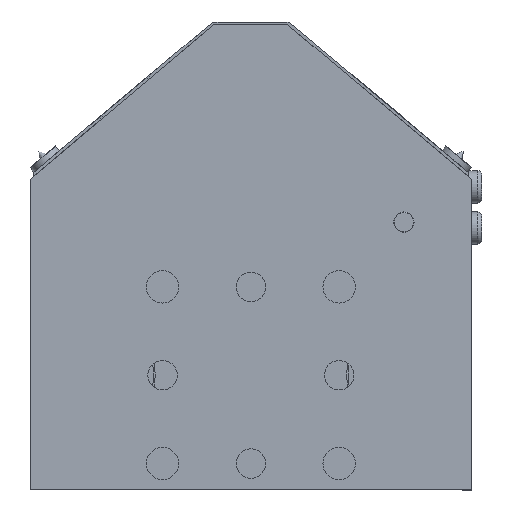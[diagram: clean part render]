
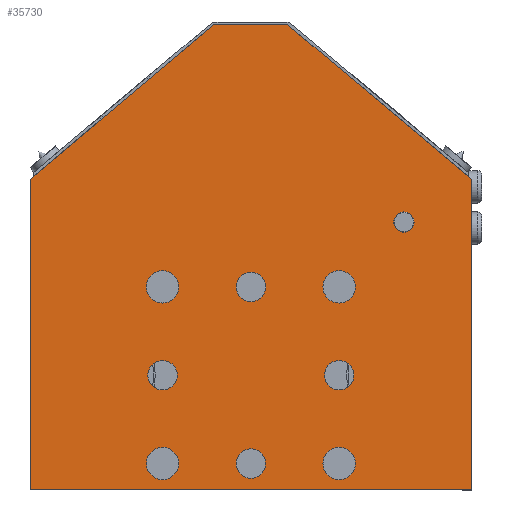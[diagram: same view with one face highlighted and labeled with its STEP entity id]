
A CAD part, left-side view. The second image highlights one B-rep face of the part: STEP entity #35730.
In plain terms, the highlighted face is planar.
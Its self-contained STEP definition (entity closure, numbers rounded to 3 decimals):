
#35098=CARTESIAN_POINT('',(540.,-24.5,68.));
#35099=VERTEX_POINT('',#35098);
#35100=CARTESIAN_POINT('',(540.,-30.,68.));
#35101=DIRECTION('',(-1.0,0.0,0.0));
#35102=DIRECTION('',(0.0,-1.0,0.0));
#35103=AXIS2_PLACEMENT_3D('',#35100,#35101,#35102);
#35104=CIRCLE('',#35103,5.5);
#35105=EDGE_CURVE('',#35099,#35099,#35104,.T.);
#35158=CARTESIAN_POINT('',(540.,35.5,68.));
#35159=VERTEX_POINT('',#35158);
#35160=CARTESIAN_POINT('',(540.,30.,68.));
#35161=DIRECTION('',(-1.0,0.0,0.0));
#35162=DIRECTION('',(0.0,-1.0,0.0));
#35163=AXIS2_PLACEMENT_3D('',#35160,#35161,#35162);
#35164=CIRCLE('',#35163,5.5);
#35165=EDGE_CURVE('',#35159,#35159,#35164,.T.);
#35397=CARTESIAN_POINT('',(540.,35.5,8.));
#35398=VERTEX_POINT('',#35397);
#35399=CARTESIAN_POINT('',(540.,30.,8.));
#35400=DIRECTION('',(-1.0,0.0,0.0));
#35401=DIRECTION('',(0.0,-1.0,0.0));
#35402=AXIS2_PLACEMENT_3D('',#35399,#35400,#35401);
#35403=CIRCLE('',#35402,5.5);
#35404=EDGE_CURVE('',#35398,#35398,#35403,.T.);
#35417=CARTESIAN_POINT('',(540.,-24.5,8.));
#35418=VERTEX_POINT('',#35417);
#35419=CARTESIAN_POINT('',(540.,-30.,8.));
#35420=DIRECTION('',(-1.0,0.0,0.0));
#35421=DIRECTION('',(0.0,-1.0,0.0));
#35422=AXIS2_PLACEMENT_3D('',#35419,#35420,#35421);
#35423=CIRCLE('',#35422,5.5);
#35424=EDGE_CURVE('',#35418,#35418,#35423,.T.);
#35434=CARTESIAN_POINT('',(540.,-25.,38.));
#35435=VERTEX_POINT('',#35434);
#35436=CARTESIAN_POINT('',(540.,-30.,38.));
#35437=DIRECTION('',(-1.0,0.0,0.0));
#35438=DIRECTION('',(0.0,-1.0,0.0));
#35439=AXIS2_PLACEMENT_3D('',#35436,#35437,#35438);
#35440=CIRCLE('',#35439,5.0);
#35441=EDGE_CURVE('',#35435,#35435,#35440,.T.);
#35454=CARTESIAN_POINT('',(540.,5.,68.));
#35455=VERTEX_POINT('',#35454);
#35456=CARTESIAN_POINT('',(540.,0.,68.));
#35457=DIRECTION('',(-1.0,0.0,0.0));
#35458=DIRECTION('',(0.0,-1.0,0.0));
#35459=AXIS2_PLACEMENT_3D('',#35456,#35457,#35458);
#35460=CIRCLE('',#35459,5.0);
#35461=EDGE_CURVE('',#35455,#35455,#35460,.T.);
#35474=CARTESIAN_POINT('',(540.,5.,8.));
#35475=VERTEX_POINT('',#35474);
#35476=CARTESIAN_POINT('',(540.,0.,8.));
#35477=DIRECTION('',(-1.0,0.0,0.0));
#35478=DIRECTION('',(0.0,-1.0,0.0));
#35479=AXIS2_PLACEMENT_3D('',#35476,#35477,#35478);
#35480=CIRCLE('',#35479,5.0);
#35481=EDGE_CURVE('',#35475,#35475,#35480,.T.);
#35494=CARTESIAN_POINT('',(540.,35.,38.));
#35495=VERTEX_POINT('',#35494);
#35496=CARTESIAN_POINT('',(540.,30.,38.));
#35497=DIRECTION('',(-1.0,0.0,0.0));
#35498=DIRECTION('',(0.0,-1.0,0.0));
#35499=AXIS2_PLACEMENT_3D('',#35496,#35497,#35498);
#35500=CIRCLE('',#35499,5.0);
#35501=EDGE_CURVE('',#35495,#35495,#35500,.T.);
#35525=CARTESIAN_POINT('',(540.,55.459,90.));
#35526=VERTEX_POINT('',#35525);
#35527=CARTESIAN_POINT('',(540.,52.,90.));
#35528=DIRECTION('',(-1.0,0.0,0.0));
#35529=DIRECTION('',(0.0,-1.0,0.0));
#35530=AXIS2_PLACEMENT_3D('',#35527,#35528,#35529);
#35531=CIRCLE('',#35530,3.459);
#35532=EDGE_CURVE('',#35526,#35526,#35531,.T.);
#35574=CARTESIAN_POINT('',(540.,-12.575,157.));
#35575=VERTEX_POINT('',#35574);
#35576=CARTESIAN_POINT('',(540.,-75.,104.619));
#35577=VERTEX_POINT('',#35576);
#35578=CARTESIAN_POINT('',(540.,-12.575,157.));
#35579=DIRECTION('',(0.,-0.766,-0.643));
#35580=VECTOR('',#35579,81.49);
#35581=LINE('',#35578,#35580);
#35582=EDGE_CURVE('',#35575,#35577,#35581,.T.);
#35605=CARTESIAN_POINT('',(540.,75.,104.619));
#35606=VERTEX_POINT('',#35605);
#35607=CARTESIAN_POINT('',(540.,12.575,157.));
#35608=VERTEX_POINT('',#35607);
#35609=CARTESIAN_POINT('',(540.,75.,104.619));
#35610=DIRECTION('',(0.0,-0.766,0.643));
#35611=VECTOR('',#35610,81.49);
#35612=LINE('',#35609,#35611);
#35613=EDGE_CURVE('',#35606,#35608,#35612,.T.);
#35637=CARTESIAN_POINT('',(540.,-12.575,157.));
#35638=DIRECTION('',(0.0,1.0,0.0));
#35639=VECTOR('',#35638,25.149);
#35640=LINE('',#35637,#35639);
#35641=EDGE_CURVE('',#35575,#35608,#35640,.T.);
#35654=CARTESIAN_POINT('',(540.,75.,-1.));
#35655=VERTEX_POINT('',#35654);
#35656=CARTESIAN_POINT('',(540.,75.,104.619));
#35657=DIRECTION('',(0.0,0.0,-1.0));
#35658=VECTOR('',#35657,105.619);
#35659=LINE('',#35656,#35658);
#35660=EDGE_CURVE('',#35606,#35655,#35659,.T.);
#35678=CARTESIAN_POINT('',(540.,0.,78.));
#35679=DIRECTION('',(-1.0,0.0,0.0));
#35680=DIRECTION('',(0.0,-1.0,0.0));
#35681=AXIS2_PLACEMENT_3D('',#35678,#35679,#35680);
#35682=PLANE('',#35681);
#35683=ORIENTED_EDGE('',*,*,#35582,.T.);
#35684=CARTESIAN_POINT('',(540.,-75.,-1.));
#35685=VERTEX_POINT('',#35684);
#35686=CARTESIAN_POINT('',(540.,-75.,-1.));
#35687=DIRECTION('',(0.0,0.0,1.0));
#35688=VECTOR('',#35687,105.619);
#35689=LINE('',#35686,#35688);
#35690=EDGE_CURVE('',#35685,#35577,#35689,.T.);
#35691=ORIENTED_EDGE('',*,*,#35690,.F.);
#35692=CARTESIAN_POINT('',(540.,75.,-1.));
#35693=DIRECTION('',(0.0,-1.0,0.0));
#35694=VECTOR('',#35693,150.0);
#35695=LINE('',#35692,#35694);
#35696=EDGE_CURVE('',#35655,#35685,#35695,.T.);
#35697=ORIENTED_EDGE('',*,*,#35696,.F.);
#35698=ORIENTED_EDGE('',*,*,#35660,.F.);
#35699=ORIENTED_EDGE('',*,*,#35613,.T.);
#35700=ORIENTED_EDGE('',*,*,#35641,.F.);
#35701=EDGE_LOOP('',(#35683,#35691,#35697,#35698,#35699,#35700));
#35702=FACE_OUTER_BOUND('',#35701,.T.);
#35703=ORIENTED_EDGE('',*,*,#35105,.T.);
#35704=EDGE_LOOP('',(#35703));
#35705=FACE_BOUND('',#35704,.T.);
#35706=ORIENTED_EDGE('',*,*,#35165,.T.);
#35707=EDGE_LOOP('',(#35706));
#35708=FACE_BOUND('',#35707,.T.);
#35709=ORIENTED_EDGE('',*,*,#35404,.T.);
#35710=EDGE_LOOP('',(#35709));
#35711=FACE_BOUND('',#35710,.T.);
#35712=ORIENTED_EDGE('',*,*,#35424,.T.);
#35713=EDGE_LOOP('',(#35712));
#35714=FACE_BOUND('',#35713,.T.);
#35715=ORIENTED_EDGE('',*,*,#35441,.T.);
#35716=EDGE_LOOP('',(#35715));
#35717=FACE_BOUND('',#35716,.T.);
#35718=ORIENTED_EDGE('',*,*,#35461,.T.);
#35719=EDGE_LOOP('',(#35718));
#35720=FACE_BOUND('',#35719,.T.);
#35721=ORIENTED_EDGE('',*,*,#35481,.T.);
#35722=EDGE_LOOP('',(#35721));
#35723=FACE_BOUND('',#35722,.T.);
#35724=ORIENTED_EDGE('',*,*,#35501,.T.);
#35725=EDGE_LOOP('',(#35724));
#35726=FACE_BOUND('',#35725,.T.);
#35727=ORIENTED_EDGE('',*,*,#35532,.T.);
#35728=EDGE_LOOP('',(#35727));
#35729=FACE_BOUND('',#35728,.T.);
#35730=ADVANCED_FACE('',(#35702,#35705,#35708,#35711,#35714,#35717,#35720,#35723,#35726,#35729),#35682,.F.);
